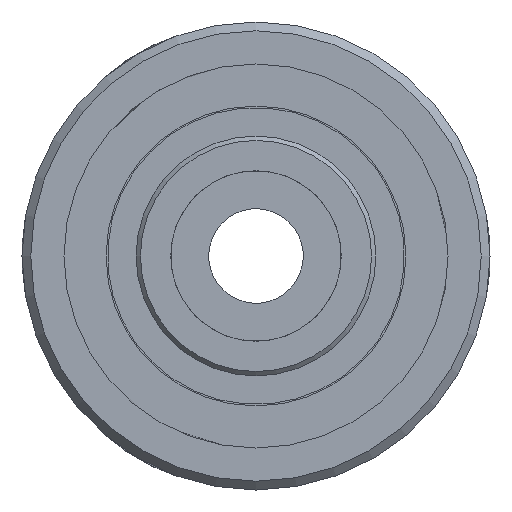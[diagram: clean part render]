
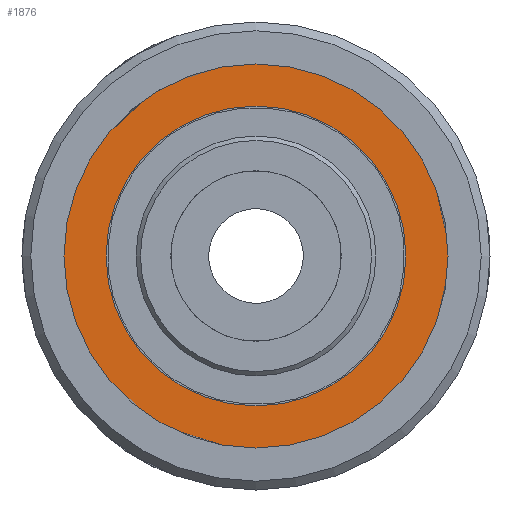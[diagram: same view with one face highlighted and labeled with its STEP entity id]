
A CAD part, left-side view. The second image highlights one B-rep face of the part: STEP entity #1876.
In plain terms, the highlighted planar face has unit normal (-1, 0, 0).
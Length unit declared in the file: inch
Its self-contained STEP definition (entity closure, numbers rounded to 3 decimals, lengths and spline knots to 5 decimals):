
#1842=CARTESIAN_POINT('',(0.438,0.4375,0.0));
#1843=VERTEX_POINT('',#1842);
#1844=CARTESIAN_POINT('',(0.438,0.,0.0));
#1845=DIRECTION('',(1.0,0.0,0.0));
#1846=DIRECTION('',(0.0,1.0,0.0));
#1847=AXIS2_PLACEMENT_3D('',#1844,#1845,#1846);
#1848=CIRCLE('',#1847,0.4375);
#1849=EDGE_CURVE('',#1843,#1843,#1848,.T.);
#1857=CARTESIAN_POINT('',(0.438,0.547,0.0));
#1858=DIRECTION('',(-1.0,0.0,0.0));
#1859=DIRECTION('',(0.0,0.0,1.0));
#1860=AXIS2_PLACEMENT_3D('',#1857,#1858,#1859);
#1861=PLANE('',#1860);
#1862=CARTESIAN_POINT('',(0.438,0.6565,0.0));
#1863=VERTEX_POINT('',#1862);
#1864=CARTESIAN_POINT('',(0.438,0.,0.0));
#1865=DIRECTION('',(1.0,0.0,0.0));
#1866=DIRECTION('',(0.0,1.0,0.0));
#1867=AXIS2_PLACEMENT_3D('',#1864,#1865,#1866);
#1868=CIRCLE('',#1867,0.6565);
#1869=EDGE_CURVE('',#1863,#1863,#1868,.T.);
#1870=ORIENTED_EDGE('',*,*,#1869,.F.);
#1871=EDGE_LOOP('',(#1870));
#1872=FACE_OUTER_BOUND('',#1871,.T.);
#1873=ORIENTED_EDGE('',*,*,#1849,.T.);
#1874=EDGE_LOOP('',(#1873));
#1875=FACE_BOUND('',#1874,.T.);
#1876=ADVANCED_FACE('',(#1872,#1875),#1861,.T.);
